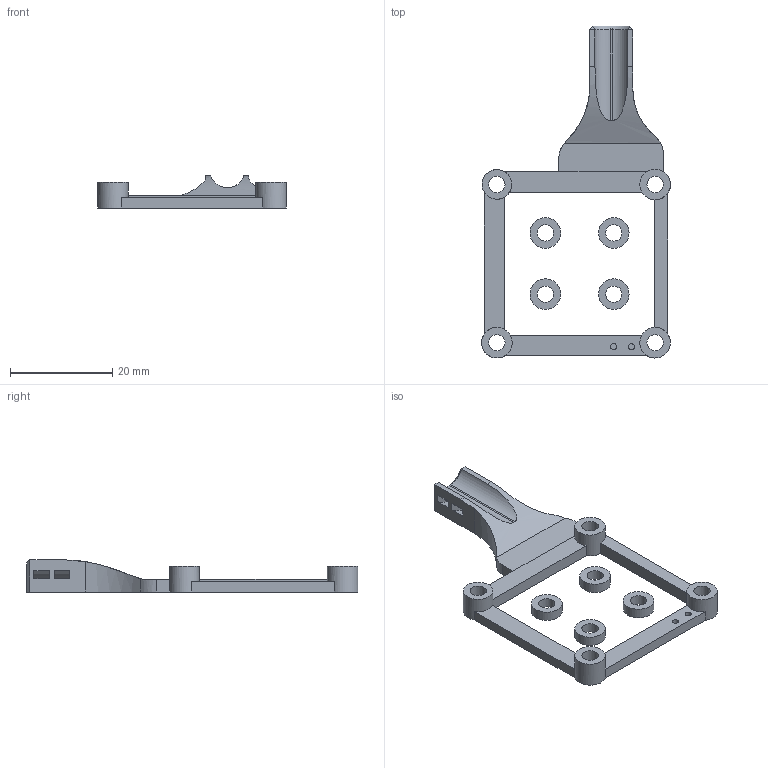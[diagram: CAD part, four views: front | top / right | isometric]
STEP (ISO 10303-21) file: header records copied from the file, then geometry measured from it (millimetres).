
FILE_DESCRIPTION(/* description */ (''),/* implementation_level */ '2;1');
FILE_NAME(/* name */ 'EBB42_LGX_mount.step',/* time_stamp */ '2022-11-20T00:21:30+01:00',/* author */ (''),/* organization */ (''),/* preprocessor_version */ 'ST-DEVELOPER v19.2',/* originating_system */ 'Autodesk Translation Framework v11.17.0.187',/* authorisation */ '');
FILE_SCHEMA (('AUTOMOTIVE_DESIGN { 1 0 10303 214 3 1 1 }'));
Length unit declared in the file: millimetre
Products named in the file (2): (Unsaved); EBB42 + LGX
Assembly tree (1 placements, depth 2):
  (Unsaved)
    EBB42 + LGX
Bounding box: 37 x 65.02 x 6.27 mm (x, y, z)
Volume: 2587.5 mm3; surface area: 3405.8 mm2
Topology: 5 solids, 5 shells, 85 faces, 215 edges, 141 vertices
Faces by surface type: plane 49, cylinder 33, cone 2, bspline 1
Full cylindrical faces by diameter (mm): 1.2 x2, 3.2 x8, 5.8 x1, 6 x7
Entity records: 2797 total; most frequent: CARTESIAN_POINT 601, DIRECTION 458, ORIENTED_EDGE 430, EDGE_CURVE 215, AXIS2_PLACEMENT_3D 168, VERTEX_POINT 141, LINE 122, VECTOR 122
